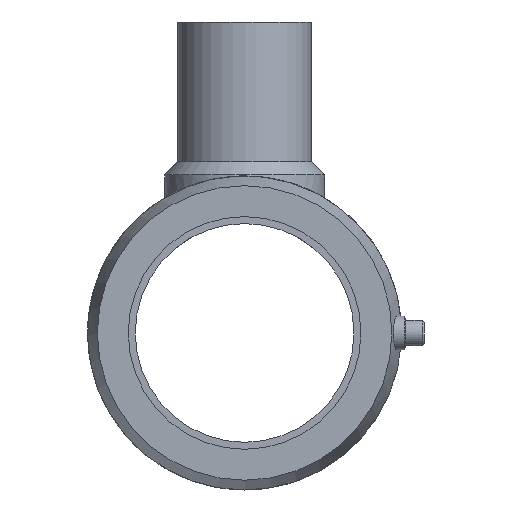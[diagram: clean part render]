
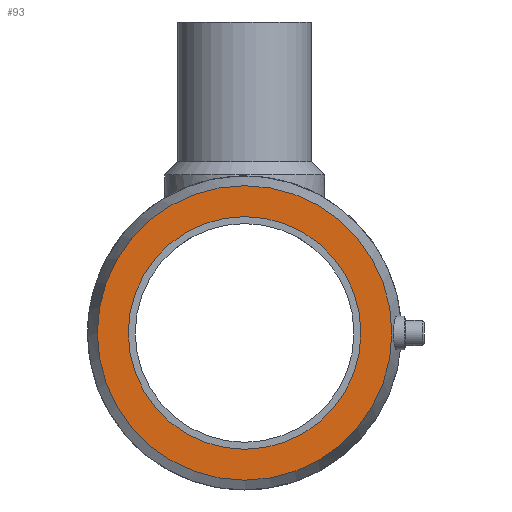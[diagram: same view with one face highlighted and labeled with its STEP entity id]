
A CAD part, left-side view. The second image highlights one B-rep face of the part: STEP entity #93.
In plain terms, the highlighted planar face has unit normal (-1, 0, 0).
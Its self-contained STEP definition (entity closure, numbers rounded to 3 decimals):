
#93 = ADVANCED_FACE( '', ( #217, #218 ), #219, .F. );
#217 = FACE_OUTER_BOUND( '', #380, .T. );
#218 = FACE_BOUND( '', #381, .T. );
#219 = PLANE( '', #382 );
#380 = EDGE_LOOP( '', ( #569 ) );
#381 = EDGE_LOOP( '', ( #570 ) );
#382 = AXIS2_PLACEMENT_3D( '', #571, #572, #573 );
#569 = ORIENTED_EDGE( '', *, *, #759, .F. );
#570 = ORIENTED_EDGE( '', *, *, #760, .T. );
#571 = CARTESIAN_POINT( '', ( 0., 0., 0. ) );
#572 = DIRECTION( '', ( 1., 0., 0. ) );
#573 = DIRECTION( '', ( 0., 0., -1. ) );
#759 = EDGE_CURVE( '', #866, #866, #867, .T. );
#760 = EDGE_CURVE( '', #868, #868, #869, .T. );
#866 = VERTEX_POINT( '', #1339 );
#867 = CIRCLE( '', #1340, 69.624 );
#868 = VERTEX_POINT( '', #1341 );
#869 = CIRCLE( '', #1342, 55. );
#1339 = CARTESIAN_POINT( '', ( 0., 0., -69.624 ) );
#1340 = AXIS2_PLACEMENT_3D( '', #1646, #1647, #1648 );
#1341 = CARTESIAN_POINT( '', ( 0., 0., -55. ) );
#1342 = AXIS2_PLACEMENT_3D( '', #1649, #1650, #1651 );
#1646 = CARTESIAN_POINT( '', ( 0., 0., 0. ) );
#1647 = DIRECTION( '', ( 1., 0., 0. ) );
#1648 = DIRECTION( '', ( 0., 0., -1. ) );
#1649 = CARTESIAN_POINT( '', ( 0., 0., 0. ) );
#1650 = DIRECTION( '', ( 1., 0., 0. ) );
#1651 = DIRECTION( '', ( 0., 0., -1. ) );
